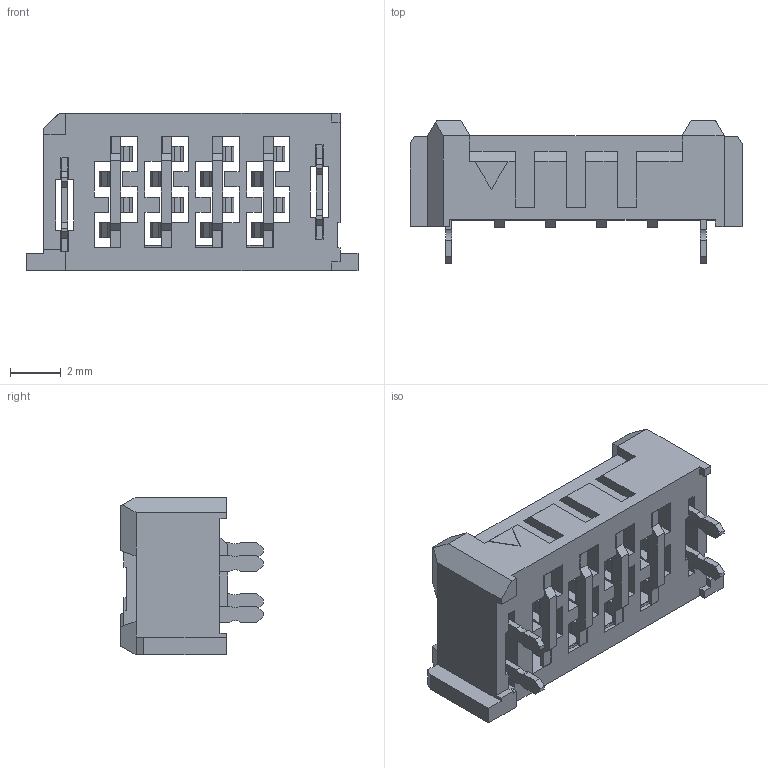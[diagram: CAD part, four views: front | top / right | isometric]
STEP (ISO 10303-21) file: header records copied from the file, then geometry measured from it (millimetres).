
FILE_DESCRIPTION( ( 'STEP AP214' ), '1' );
FILE_NAME( 'UMPS-04-03.5-G-VT-SM-WT.stp', '2020-04-28T23:56:57', ( 'License CC BY-ND 4.0' ), ( 'CADENAS' ), ' ', 'PARTsolutions', ' ' );
FILE_SCHEMA( ( 'AUTOMOTIVE_DESIGN { 1 0 10303 214 1 1 1 1 }' ) );
Length unit declared in the file: millimetre
Products named in the file (4): UMPS-04-03.5-G-VT-SM-WT; _04-03.5--WT_BODY; _UMPS-04-03.5-SM_PINS; _04-03.5-SM_PINS2
Assembly tree (3 placements, depth 2):
  UMPS-04-03.5-G-VT-SM-WT
    _04-03.5--WT_BODY
    _UMPS-04-03.5-SM_PINS
    _04-03.5-SM_PINS2
Bounding box: 13.05 x 5.6 x 6.2 mm (x, y, z)
Volume: 172.7 mm3; surface area: 690 mm2
Topology: 3 solids, 3 shells, 521 faces, 1535 edges, 1017 vertices
Faces by surface type: plane 433, cylinder 88
Entity records: 21403 total; most frequent: CARTESIAN_POINT 3077, ORIENTED_EDGE 3070, DIRECTION 2761, EDGE_CURVE 1535, LINE 1359, VECTOR 1359, VERTEX_POINT 1017, AXIS2_PLACEMENT_3D 701
